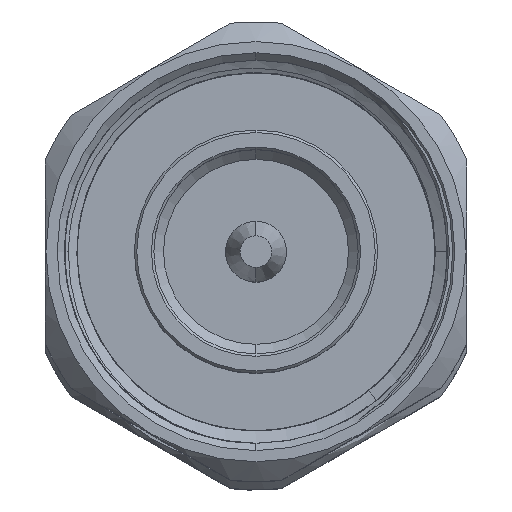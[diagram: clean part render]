
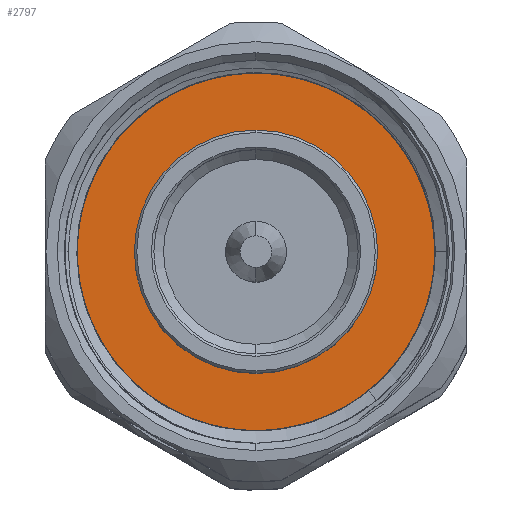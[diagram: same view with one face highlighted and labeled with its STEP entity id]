
A CAD part, top view. The second image highlights one B-rep face of the part: STEP entity #2797.
In plain terms, the highlighted face is planar.
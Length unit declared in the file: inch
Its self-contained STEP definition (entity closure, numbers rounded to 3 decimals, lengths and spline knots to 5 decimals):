
#14 = EDGE_LOOP ( 'NONE', ( #4915, #2392 ) ) ;
#35 = CARTESIAN_POINT ( 'NONE',  ( 0.3317, 0.15955, -0.34614 ) ) ;
#69 = ORIENTED_EDGE ( 'NONE', *, *, #1492, .T. ) ;
#163 = CARTESIAN_POINT ( 'NONE',  ( 0.3317, 0.10823, -0.36857 ) ) ;
#187 = CARTESIAN_POINT ( 'NONE',  ( 0.3317, 0.01709, -0.38465 ) ) ;
#335 = CARTESIAN_POINT ( 'NONE',  ( 0.3317, 0.28835, -0.24193 ) ) ;
#350 = CARTESIAN_POINT ( 'NONE',  ( 0.3317, 0.31944, -0.19606 ) ) ;
#354 = DIRECTION ( 'NONE',  ( -1., 0., 0. ) ) ;
#485 = VERTEX_POINT ( 'NONE', #5284 ) ;
#518 = EDGE_CURVE ( 'NONE', #2365, #3907, #1055, .T. ) ;
#625 = FACE_OUTER_BOUND ( 'NONE', #3843, .T. ) ;
#753 = CARTESIAN_POINT ( 'NONE',  ( 0.3317, 0.35974, -0.0927 ) ) ;
#757 = CARTESIAN_POINT ( 'NONE',  ( 0.3317, -0.24435, -0.30799 ) ) ;
#784 = CARTESIAN_POINT ( 'NONE',  ( 0.3317, 0.26397, -0.26976 ) ) ;
#820 = CARTESIAN_POINT ( 'NONE',  ( 0.3317, -0.09337, -0.37703 ) ) ;
#845 = DIRECTION ( 'NONE',  ( 1., 0., 0. ) ) ;
#883 = CARTESIAN_POINT ( 'NONE',  ( 0.3317, 0.17602, -0.33744 ) ) ;
#1055 = B_SPLINE_CURVE_WITH_KNOTS ( 'NONE', 3,
 ( #1136, #5003, #1989, #2904, #753, #4150, #3712, #3312, #350, #2005, #335, #784, #1197, #2044, #1697, #883, #35, #163, #2711, #2221, #187, #1486, #5088, #2896, #3340, #820, #4762, #2193, #5171, #4844, #5252, #757, #3835, #2061 ),
 .UNSPECIFIED., .F., .F.,
 ( 4, 2, 2, 2, 2, 2, 2, 2, 2, 2, 2, 2, 2, 2, 2, 2, 4 ),
 ( 0., 0.00142, 0.00284, 0.00426, 0.00568, 0.0071, 0.00853, 0.00995, 0.01137, 0.01421, 0.01492, 0.01563, 0.01705, 0.01847, 0.01989, 0.02131, 0.02273 ),
 .UNSPECIFIED. ) ;
#1072 = AXIS2_PLACEMENT_3D ( 'NONE', #1164, #354, #4134 ) ;
#1136 = CARTESIAN_POINT ( 'NONE',  ( 0.3317, 0.36833, 0. ) ) ;
#1164 = CARTESIAN_POINT ( 'NONE',  ( 0.3317, 0., 0. ) ) ;
#1185 = EDGE_CURVE ( 'NONE', #1260, #2736, #5269, .T. ) ;
#1197 = CARTESIAN_POINT ( 'NONE',  ( 0.3317, 0.25057, -0.28294 ) ) ;
#1235 = DIRECTION ( 'NONE',  ( -1., 0., 0. ) ) ;
#1260 = VERTEX_POINT ( 'NONE', #3486 ) ;
#1486 = CARTESIAN_POINT ( 'NONE',  ( 0.3317, -0.00149, -0.38553 ) ) ;
#1492 = EDGE_CURVE ( 'NONE', #3907, #1260, #2163, .T. ) ;
#1589 = EDGE_CURVE ( 'NONE', #4568, #485, #4575, .T. ) ;
#1697 = CARTESIAN_POINT ( 'NONE',  ( 0.3317, 0.20734, -0.31787 ) ) ;
#1985 = DIRECTION ( 'NONE',  ( 1., 0., 0. ) ) ;
#1989 = CARTESIAN_POINT ( 'NONE',  ( 0.3317, 0.36797, -0.03733 ) ) ;
#2005 = CARTESIAN_POINT ( 'NONE',  ( 0.3317, 0.29945, -0.22719 ) ) ;
#2044 = CARTESIAN_POINT ( 'NONE',  ( 0.3317, 0.22225, -0.30698 ) ) ;
#2061 = CARTESIAN_POINT ( 'NONE',  ( 0.3317, -0.27282, -0.28385 ) ) ;
#2163 = CIRCLE ( 'NONE', #1072, 0.3937 ) ;
#2193 = CARTESIAN_POINT ( 'NONE',  ( 0.3317, -0.14696, -0.36127 ) ) ;
#2207 = VECTOR ( 'NONE', #4140, 39.37008 ) ;
#2221 = CARTESIAN_POINT ( 'NONE',  ( 0.3317, 0.02643, -0.38387 ) ) ;
#2270 = DIRECTION ( 'NONE',  ( 0., -1., 0. ) ) ;
#2293 = EDGE_CURVE ( 'NONE', #485, #4568, #4379, .T. ) ;
#2365 = VERTEX_POINT ( 'NONE', #5375 ) ;
#2392 = ORIENTED_EDGE ( 'NONE', *, *, #2293, .T. ) ;
#2499 = ORIENTED_EDGE ( 'NONE', *, *, #1185, .T. ) ;
#2605 = CARTESIAN_POINT ( 'NONE',  ( 0.3317, -0.27282, -0.28385 ) ) ;
#2650 = CARTESIAN_POINT ( 'NONE',  ( 0.3317, 0.3937, 0. ) ) ;
#2711 = CARTESIAN_POINT ( 'NONE',  ( 0.3317, 0.07264, -0.37827 ) ) ;
#2736 = VERTEX_POINT ( 'NONE', #2650 ) ;
#2797 = ADVANCED_FACE ( 'NONE', ( #625, #3478 ), #3521, .T. ) ;
#2870 = CARTESIAN_POINT ( 'NONE',  ( 0.3317, 0., 0. ) ) ;
#2896 = CARTESIAN_POINT ( 'NONE',  ( 0.3317, -0.03846, -0.38495 ) ) ;
#2904 = CARTESIAN_POINT ( 'NONE',  ( 0.3317, 0.36341, -0.07443 ) ) ;
#3012 = AXIS2_PLACEMENT_3D ( 'NONE', #5303, #1985, #3670 ) ;
#3057 = EDGE_CURVE ( 'NONE', #2736, #2365, #4623, .T. ) ;
#3098 = CARTESIAN_POINT ( 'NONE',  ( 0.3317, 0., 0. ) ) ;
#3147 = CARTESIAN_POINT ( 'NONE',  ( 0.3317, -0.24999, 0. ) ) ;
#3312 = CARTESIAN_POINT ( 'NONE',  ( 0.3317, 0.32839, -0.17951 ) ) ;
#3340 = CARTESIAN_POINT ( 'NONE',  ( 0.3317, -0.05683, -0.38319 ) ) ;
#3366 = ORIENTED_EDGE ( 'NONE', *, *, #518, .T. ) ;
#3478 = FACE_BOUND ( 'NONE', #14, .T. ) ;
#3486 = CARTESIAN_POINT ( 'NONE',  ( 0.3317, -0.3937, 0. ) ) ;
#3521 = PLANE ( 'NONE',  #5453 ) ;
#3540 = DIRECTION ( 'NONE',  ( -1., 0., 0. ) ) ;
#3624 = AXIS2_PLACEMENT_3D ( 'NONE', #5075, #845, #3805 ) ;
#3670 = DIRECTION ( 'NONE',  ( 0., -1., 0. ) ) ;
#3712 = CARTESIAN_POINT ( 'NONE',  ( 0.3317, 0.34356, -0.14563 ) ) ;
#3805 = DIRECTION ( 'NONE',  ( 0., -1., 0. ) ) ;
#3835 = CARTESIAN_POINT ( 'NONE',  ( 0.3317, -0.259, -0.29645 ) ) ;
#3843 = EDGE_LOOP ( 'NONE', ( #5438, #3366, #69, #2499 ) ) ;
#3907 = VERTEX_POINT ( 'NONE', #2605 ) ;
#4134 = DIRECTION ( 'NONE',  ( 0., -1., 0. ) ) ;
#4140 = DIRECTION ( 'NONE',  ( 0., -1., 0. ) ) ;
#4150 = CARTESIAN_POINT ( 'NONE',  ( 0.3317, 0.34982, -0.12826 ) ) ;
#4214 = DIRECTION ( 'NONE',  ( 0., -1., 0. ) ) ;
#4379 = CIRCLE ( 'NONE', #3012, 0.24999 ) ;
#4496 = CARTESIAN_POINT ( 'NONE',  ( 0.3317, 0.3937, 0. ) ) ;
#4568 = VERTEX_POINT ( 'NONE', #3147 ) ;
#4575 = CIRCLE ( 'NONE', #3624, 0.24999 ) ;
#4623 = LINE ( 'NONE', #4496, #2207 ) ;
#4762 = CARTESIAN_POINT ( 'NONE',  ( 0.3317, -0.11165, -0.37259 ) ) ;
#4844 = CARTESIAN_POINT ( 'NONE',  ( 0.3317, -0.19728, -0.33825 ) ) ;
#4915 = ORIENTED_EDGE ( 'NONE', *, *, #1589, .T. ) ;
#4970 = AXIS2_PLACEMENT_3D ( 'NONE', #2870, #1235, #4214 ) ;
#5003 = CARTESIAN_POINT ( 'NONE',  ( 0.3317, 0.36886, -0.01871 ) ) ;
#5075 = CARTESIAN_POINT ( 'NONE',  ( 0.3317, 0., 0. ) ) ;
#5088 = CARTESIAN_POINT ( 'NONE',  ( 0.3317, -0.01075, -0.38563 ) ) ;
#5171 = CARTESIAN_POINT ( 'NONE',  ( 0.3317, -0.16408, -0.3544 ) ) ;
#5252 = CARTESIAN_POINT ( 'NONE',  ( 0.3317, -0.21342, -0.32895 ) ) ;
#5269 = CIRCLE ( 'NONE', #4970, 0.3937 ) ;
#5284 = CARTESIAN_POINT ( 'NONE',  ( 0.3317, 0.24999, 0. ) ) ;
#5303 = CARTESIAN_POINT ( 'NONE',  ( 0.3317, 0., 0. ) ) ;
#5375 = CARTESIAN_POINT ( 'NONE',  ( 0.3317, 0.36833, 0. ) ) ;
#5438 = ORIENTED_EDGE ( 'NONE', *, *, #3057, .T. ) ;
#5453 = AXIS2_PLACEMENT_3D ( 'NONE', #3098, #3540, #2270 ) ;
